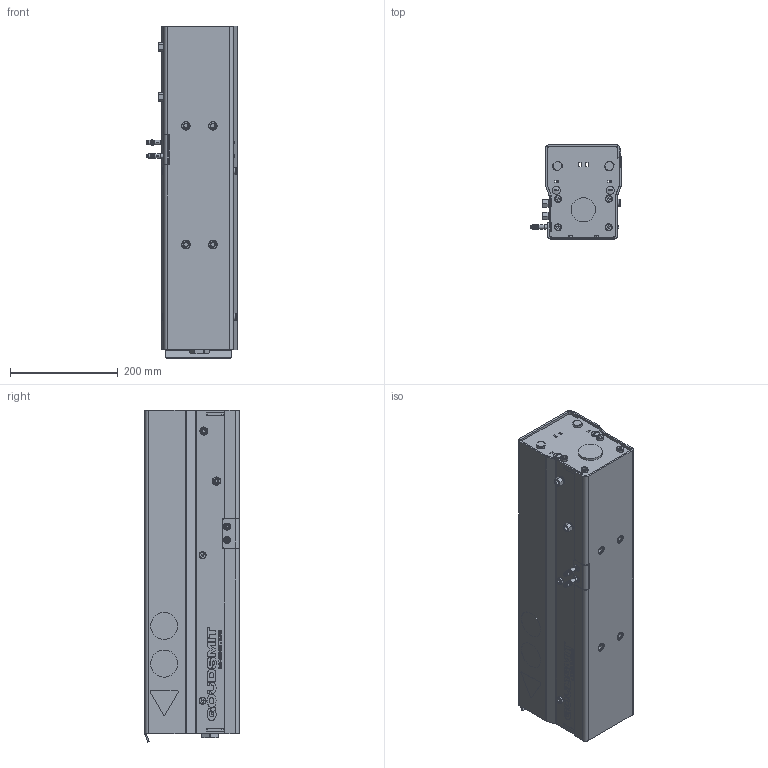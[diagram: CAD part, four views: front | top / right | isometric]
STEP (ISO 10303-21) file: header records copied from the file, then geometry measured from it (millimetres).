
FILE_DESCRIPTION(/* description */ (''),/* implementation_level */ '2;1');
FILE_NAME(/* name */ 'TPSP126001 D Customer.stp',/* time_stamp */ '2023-02-03T15:26:52+01:00',/* author */ ('lh'),/* organization */ (''),/* preprocessor_version */ 'ST-DEVELOPER v18.1',/* originating_system */ 'Autodesk Inventor 2021',/* authorisation */ '');
FILE_SCHEMA (('CONFIG_CONTROL_DESIGN'));
Products named in the file (1): Part3
Bounding box: 167.57 x 174.8 x 615.15 mm (x, y, z)
Volume: 1439807.6 mm3; surface area: 873364.5 mm2
Topology: 13 solids, 17 shells, 2388 faces, 6508 edges, 4316 vertices
Faces by surface type: plane 1357, cylinder 619, torus 194, cone 141, bspline 77
Full cylindrical faces by diameter (mm): 1 x6, 2.9 x4, 3.4 x2, 4 x4, 4.5 x2, 5 x4, 5.3 x2, 5.5 x6, 5.8 x2, 5.9 x2, 6.6 x2, 6.75 x8, 6.9 x2, 7 x10, 7.8 x4, 8 x32, 8.2 x8, 8.5 x4, 8.566 x4, 9.728 x2, 10 x24, 10.4 x4, 10.8 x4, 11 x6, 12 x4, 13 x17, 14.8 x4, 15 x6, 15.5 x1, 16 x4
Entity records: 80387 total; most frequent: CARTESIAN_POINT 17335, ORIENTED_EDGE 12986, DIRECTION 12242, EDGE_CURVE 6493, VERTEX_POINT 4316, AXIS2_PLACEMENT_3D 4218, LINE 3806, VECTOR 3806
